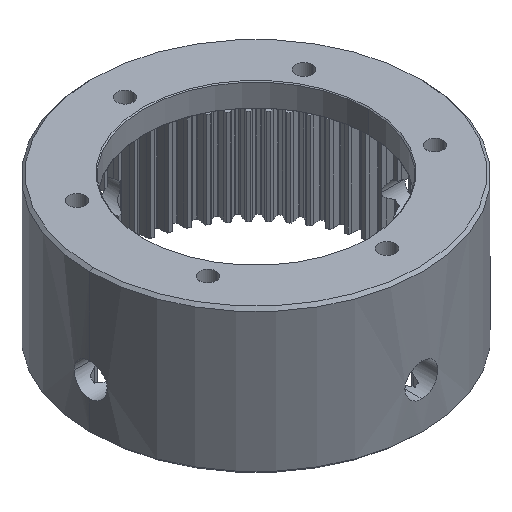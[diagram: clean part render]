
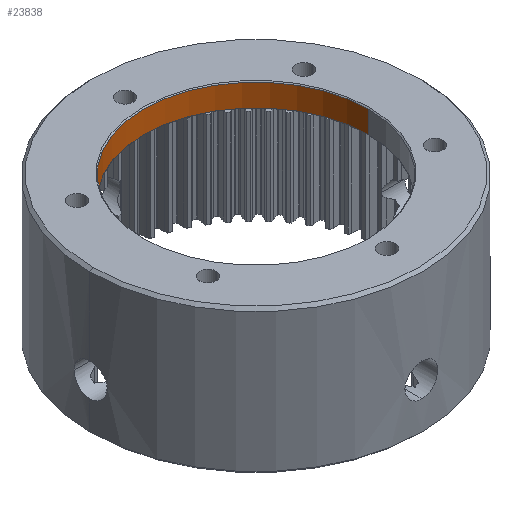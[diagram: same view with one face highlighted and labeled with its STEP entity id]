
A CAD part, isometric view. The second image highlights one B-rep face of the part: STEP entity #23838.
In plain terms, the highlighted cylindrical face has radius 120 mm (diameter 240 mm), a partial arc.
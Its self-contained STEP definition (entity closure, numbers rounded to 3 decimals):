
#3669 = CARTESIAN_POINT ( 'NONE',  ( 0., 0., -0.001 ) ) ;
#3670 = CYLINDRICAL_SURFACE ( 'NONE', #3821, 120. ) ;
#3671 = FACE_OUTER_BOUND ( 'NONE', #23818, .T. ) ;
#3672 = DIRECTION ( 'NONE',  ( 1., 0., 0. ) ) ;
#3673 = DIRECTION ( 'NONE',  ( 0., 0., -1. ) ) ;
#3674 = AXIS2_PLACEMENT_3D ( 'NONE', #3800, #3673, #3672 ) ;
#3675 = CIRCLE ( 'NONE', #3674, 120. ) ;
#3800 = CARTESIAN_POINT ( 'NONE',  ( 0., 0., 129.2 ) ) ;
#3819 = DIRECTION ( 'NONE',  ( 1., 0., 0. ) ) ;
#3820 = DIRECTION ( 'NONE',  ( 0., 0., 1. ) ) ;
#3821 = AXIS2_PLACEMENT_3D ( 'NONE', #3669, #3820, #3819 ) ;
#8727 = CARTESIAN_POINT ( 'NONE',  ( 120., 0., 153. ) ) ;
#8849 = CARTESIAN_POINT ( 'NONE',  ( -120., 0., 153. ) ) ;
#8986 = CARTESIAN_POINT ( 'NONE',  ( -120., 0., 129.2 ) ) ;
#8987 = CARTESIAN_POINT ( 'NONE',  ( 120., 0., 129.2 ) ) ;
#9273 = DIRECTION ( 'NONE',  ( 0., 0., 1. ) ) ;
#9274 = VECTOR ( 'NONE', #9273, 1000. ) ;
#9275 = CARTESIAN_POINT ( 'NONE',  ( 120., 0., -0.001 ) ) ;
#9276 = LINE ( 'NONE', #9275, #9274 ) ;
#9277 = DIRECTION ( 'NONE',  ( 0., 0., 1. ) ) ;
#9278 = VECTOR ( 'NONE', #9277, 1000. ) ;
#9279 = CARTESIAN_POINT ( 'NONE',  ( -120., 0., -0.001 ) ) ;
#9291 = LINE ( 'NONE', #9279, #9278 ) ;
#14997 = EDGE_CURVE ( 'NONE', #18531, #18523, #24202, .T. ) ;
#18523 = VERTEX_POINT ( 'NONE', #8849 ) ;
#18531 = VERTEX_POINT ( 'NONE', #8727 ) ;
#18613 = VERTEX_POINT ( 'NONE', #8987 ) ;
#18614 = VERTEX_POINT ( 'NONE', #8986 ) ;
#18759 = EDGE_CURVE ( 'NONE', #18614, #18523, #9291, .T. ) ;
#18762 = EDGE_CURVE ( 'NONE', #18613, #18531, #9276, .T. ) ;
#23812 = ORIENTED_EDGE ( 'NONE', *, *, #14997, .T. ) ;
#23818 = EDGE_LOOP ( 'NONE', ( #23819, #23820, #23836, #23812 ) ) ;
#23819 = ORIENTED_EDGE ( 'NONE', *, *, #18759, .F. ) ;
#23820 = ORIENTED_EDGE ( 'NONE', *, *, #23835, .T. ) ;
#23835 = EDGE_CURVE ( 'NONE', #18614, #18613, #3675, .T. ) ;
#23836 = ORIENTED_EDGE ( 'NONE', *, *, #18762, .T. ) ;
#23838 = ADVANCED_FACE ( 'NONE', ( #3671 ), #3670, .F. ) ;
#24179 = CARTESIAN_POINT ( 'NONE',  ( 0., 0., 153. ) ) ;
#24180 = DIRECTION ( 'NONE',  ( 1., 0., 0. ) ) ;
#24181 = DIRECTION ( 'NONE',  ( 0., 0., 1. ) ) ;
#24182 = AXIS2_PLACEMENT_3D ( 'NONE', #24179, #24181, #24180 ) ;
#24202 = CIRCLE ( 'NONE', #24182, 120. ) ;
